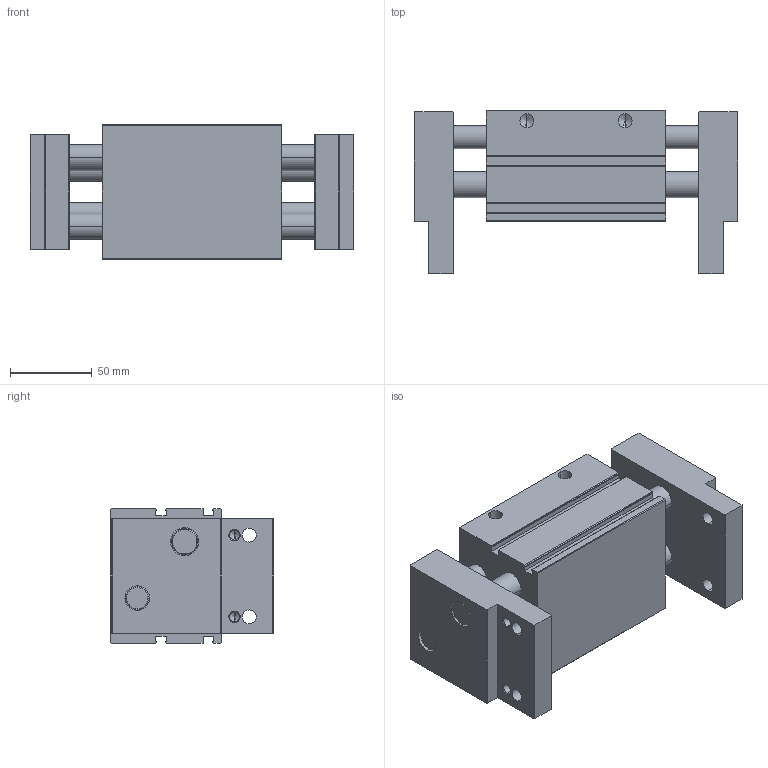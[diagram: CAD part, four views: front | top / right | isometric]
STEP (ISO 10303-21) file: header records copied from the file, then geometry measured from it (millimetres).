
FILE_DESCRIPTION (( 'STEP AP203' ), '1' );
FILE_NAME ('PLE-32 corsa 35+35.STEP', '2007-01-23T09:35:06', ( 'Utente' ), ( '' ), 'SwSTEP 2.0', 'SolidWorks 2004231', '' );
FILE_SCHEMA (( 'CONFIG_CONTROL_DESIGN' ));
Length unit declared in the file: millimetre
Products named in the file (3): PLE-32 corsa 35+35; Corpo; Griffa
Assembly tree (3 placements, depth 2):
  PLE-32 corsa 35+35
    Corpo
    Griffa  x2
Bounding box: 198 x 100 x 82 mm (x, y, z)
Volume: 905264 mm3; surface area: 152036.8 mm2
Topology: 3 solids, 3 shells, 218 faces, 561 edges, 338 vertices
Faces by surface type: plane 86, cylinder 71, cone 61
Entity records: 5586 total; most frequent: CARTESIAN_POINT 981, DIRECTION 913, ORIENTED_EDGE 860, EDGE_CURVE 430, AXIS2_PLACEMENT_3D 310, VECTOR 293, LINE 293, VERTEX_POINT 274
